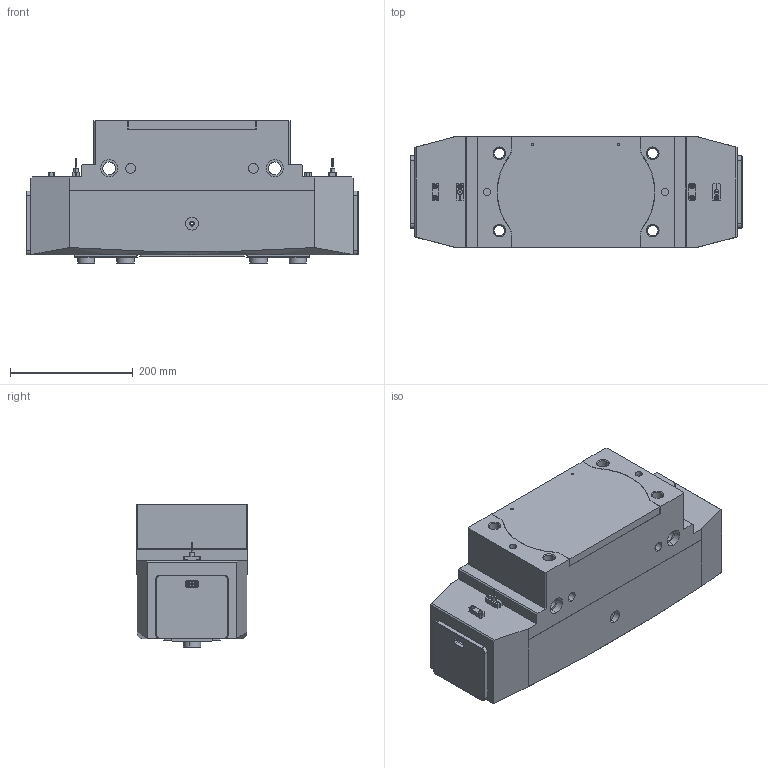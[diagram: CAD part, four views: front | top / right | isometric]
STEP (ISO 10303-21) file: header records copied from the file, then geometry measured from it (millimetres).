
FILE_DESCRIPTION (( 'STEP AP203' ), '1' );
FILE_NAME ('FR191-525-L.STEP', '2025-04-01T01:09:51', ( 'USER-' ), ( 'Microsoft' ), 'SwSTEP 2.0', 'SolidWorks 2018', '' );
FILE_SCHEMA (( 'CONFIG_CONTROL_DESIGN' ));
Length unit declared in the file: millimetre
Products named in the file (14): 内六角圆柱头螺钉[GBT70_1-2008][M3×12]_M3×12; TR191-525-L-32 謂猾輸; TR191-525-LT-35 耜結啣; M8-45諉輪羲壽尨砩; TR191-525-L-30 羲壽標輸; TR191-525-LT-06 中封板(默认); TR191-525-L-31 眄輸蹟譫; FR191-525-L; TR191-525-LT-05 菁裔啣; 晚假蚾輸B; TR191-525-LT-02B 喘倰賑輸; 38x18-R5; TR191-525-LT-01B 褲极; 20-28种杶
Assembly tree (26 placements, depth 2):
  FR191-525-L
    TR191-525-LT-01B 褲极
    TR191-525-LT-02B 喘倰賑輸  x2
    TR191-525-LT-06 中封板(默认)
    M8-45諉輪羲壽尨砩  x2
    TR191-525-L-32 謂猾輸  x2
    TR191-525-LT-35 耜結啣  x2
    晚假蚾輸B  x2
    20-28种杶  x4
    TR191-525-L-30 羲壽標輸  x2
    TR191-525-L-31 眄輸蹟譫  x2
    TR191-525-LT-05 菁裔啣
    38x18-R5
    内六角圆柱头螺钉[GBT70_1-2008][M3×12]_M3×12  x4
Bounding box: 541 x 180 x 233 mm (x, y, z)
Volume: 15611798.8 mm3; surface area: 1090349.5 mm2
Topology: 26 solids, 30 shells, 1455 faces, 3737 edges, 2382 vertices
Faces by surface type: plane 675, cylinder 403, cone 206, bspline 155, torus 16
Entity records: 41758 total; most frequent: CARTESIAN_POINT 12909, ORIENTED_EDGE 5756, DIRECTION 5258, EDGE_CURVE 2878, VERTEX_POINT 1870, LINE 1836, VECTOR 1836, AXIS2_PLACEMENT_3D 1711
